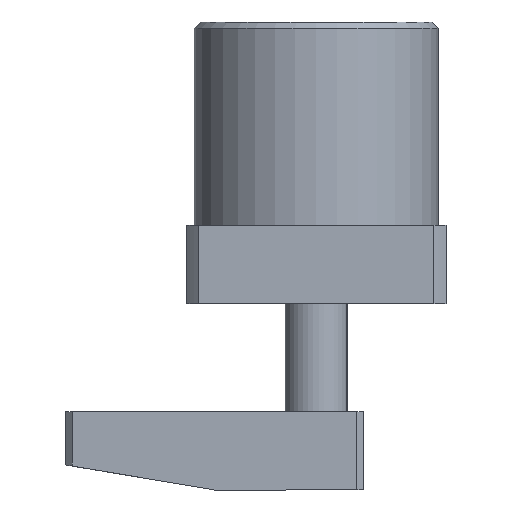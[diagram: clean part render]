
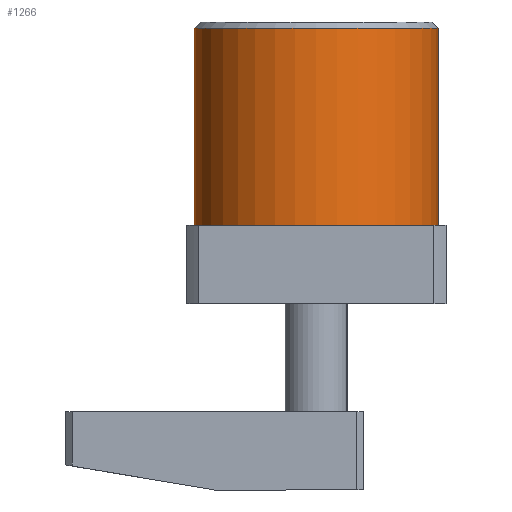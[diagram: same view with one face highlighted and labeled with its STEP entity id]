
A CAD part, front view. The second image highlights one B-rep face of the part: STEP entity #1266.
In plain terms, the highlighted cylindrical face has radius 39 mm (diameter 78 mm), a partial arc.
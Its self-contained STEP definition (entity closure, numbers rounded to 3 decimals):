
#125 = CIRCLE ( 'NONE', #1909, 39. ) ;
#533 = LINE ( 'NONE', #3769, #538 ) ;
#538 = VECTOR ( 'NONE', #3803, 1000. ) ;
#1266 = ADVANCED_FACE ( 'NONE', ( #3335 ), #3344, .T. ) ;
#1530 = EDGE_CURVE ( 'NONE', #3692, #3662, #533, .T. ) ;
#1637 = EDGE_CURVE ( 'NONE', #3637, #3662, #4698, .T. ) ;
#1777 = AXIS2_PLACEMENT_3D ( 'NONE', #2298, #2302, #2307 ) ;
#1909 = AXIS2_PLACEMENT_3D ( 'NONE', #4536, #4534, #4535 ) ;
#1959 = AXIS2_PLACEMENT_3D ( 'NONE', #5881, #5880, #5879 ) ;
#2298 = CARTESIAN_POINT ( 'NONE',  ( 0., 0., 90. ) ) ;
#2302 = DIRECTION ( 'NONE',  ( 0., 0., -1. ) ) ;
#2307 = DIRECTION ( 'NONE',  ( -1., 0., 0. ) ) ;
#3141 = EDGE_LOOP ( 'NONE', ( #5001, #5003, #5005, #5027 ) ) ;
#3335 = FACE_OUTER_BOUND ( 'NONE', #3141, .T. ) ;
#3344 = CYLINDRICAL_SURFACE ( 'NONE', #1777, 39. ) ;
#3637 = VERTEX_POINT ( 'NONE', #5360 ) ;
#3653 = VERTEX_POINT ( 'NONE', #5341 ) ;
#3662 = VERTEX_POINT ( 'NONE', #5331 ) ;
#3692 = VERTEX_POINT ( 'NONE', #5298 ) ;
#3769 = CARTESIAN_POINT ( 'NONE',  ( 39., 0., 90. ) ) ;
#3803 = DIRECTION ( 'NONE',  ( 0., 0., -1. ) ) ;
#4217 = CARTESIAN_POINT ( 'NONE',  ( -39., 0., 90. ) ) ;
#4218 = DIRECTION ( 'NONE',  ( 0., 0., -1. ) ) ;
#4534 = DIRECTION ( 'NONE',  ( 0., 0., -1. ) ) ;
#4535 = DIRECTION ( 'NONE',  ( 1., 0., 0. ) ) ;
#4536 = CARTESIAN_POINT ( 'NONE',  ( 0., 0., 88. ) ) ;
#4698 = CIRCLE ( 'NONE', #1959, 39. ) ;
#4874 = LINE ( 'NONE', #4217, #4877 ) ;
#4877 = VECTOR ( 'NONE', #4218, 1000. ) ;
#5001 = ORIENTED_EDGE ( 'NONE', *, *, #1530, .F. ) ;
#5003 = ORIENTED_EDGE ( 'NONE', *, *, #5802, .T. ) ;
#5005 = ORIENTED_EDGE ( 'NONE', *, *, #5747, .T. ) ;
#5027 = ORIENTED_EDGE ( 'NONE', *, *, #1637, .T. ) ;
#5298 = CARTESIAN_POINT ( 'NONE',  ( 39., 0., 88. ) ) ;
#5331 = CARTESIAN_POINT ( 'NONE',  ( 39., 0., 25. ) ) ;
#5341 = CARTESIAN_POINT ( 'NONE',  ( -39., 0., 88. ) ) ;
#5360 = CARTESIAN_POINT ( 'NONE',  ( -39., 0., 25. ) ) ;
#5747 = EDGE_CURVE ( 'NONE', #3653, #3637, #4874, .T. ) ;
#5802 = EDGE_CURVE ( 'NONE', #3692, #3653, #125, .T. ) ;
#5879 = DIRECTION ( 'NONE',  ( 1., 0., 0. ) ) ;
#5880 = DIRECTION ( 'NONE',  ( 0., 0., 1. ) ) ;
#5881 = CARTESIAN_POINT ( 'NONE',  ( 0., 0., 25. ) ) ;
